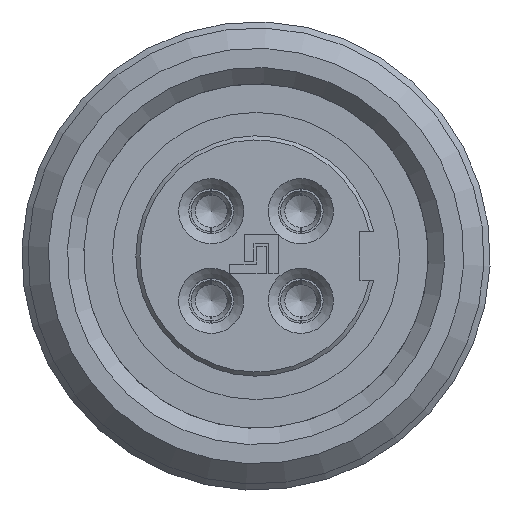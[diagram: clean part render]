
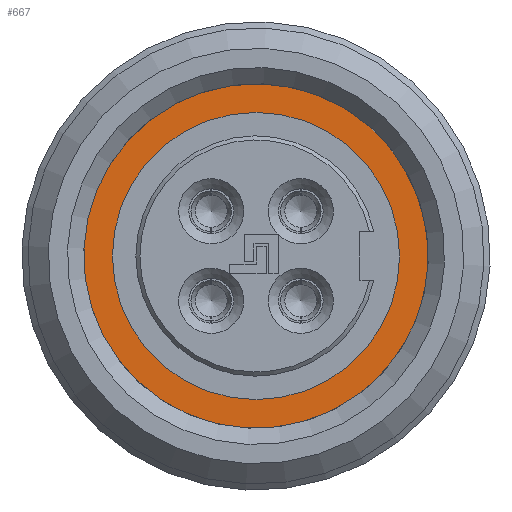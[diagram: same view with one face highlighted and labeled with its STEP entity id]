
A CAD part, left-side view. The second image highlights one B-rep face of the part: STEP entity #667.
In plain terms, the highlighted planar face has unit normal (-1, 0, 0).
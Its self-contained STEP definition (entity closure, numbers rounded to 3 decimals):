
#591=PLANE('',#2427);
#667=ADVANCED_FACE('',(#863,#864),#591,.T.);
#863=FACE_BOUND('',#942,.T.);
#864=FACE_BOUND('',#943,.T.);
#942=EDGE_LOOP('',(#1136));
#943=EDGE_LOOP('',(#1137));
#1136=ORIENTED_EDGE('',*,*,#1992,.T.);
#1137=ORIENTED_EDGE('',*,*,#1989,.T.);
#1763=VERTEX_POINT('',#3376);
#1766=VERTEX_POINT('',#3389);
#1989=EDGE_CURVE('',#1763,#1763,#2302,.T.);
#1992=EDGE_CURVE('',#1766,#1766,#2305,.T.);
#2302=CIRCLE('',#2414,4.23);
#2305=CIRCLE('',#2424,3.525);
#2414=AXIS2_PLACEMENT_3D('',#3375,#2708,#2709);
#2424=AXIS2_PLACEMENT_3D('',#3388,#2728,#2729);
#2427=AXIS2_PLACEMENT_3D('',#3393,#2734,#2735);
#2708=DIRECTION('',(-1.,0.,0.));
#2709=DIRECTION('',(0.,0.,1.));
#2728=DIRECTION('',(1.,0.,0.));
#2729=DIRECTION('',(0.,0.,-1.));
#2734=DIRECTION('',(-1.,0.,0.));
#2735=DIRECTION('',(0.,0.,1.));
#3375=CARTESIAN_POINT('',(0.,0.,0.));
#3376=CARTESIAN_POINT('',(0.,0.,4.23));
#3388=CARTESIAN_POINT('',(0.,0.,0.));
#3389=CARTESIAN_POINT('',(0.,0.,-3.525));
#3393=CARTESIAN_POINT('',(0.,0.,0.));
